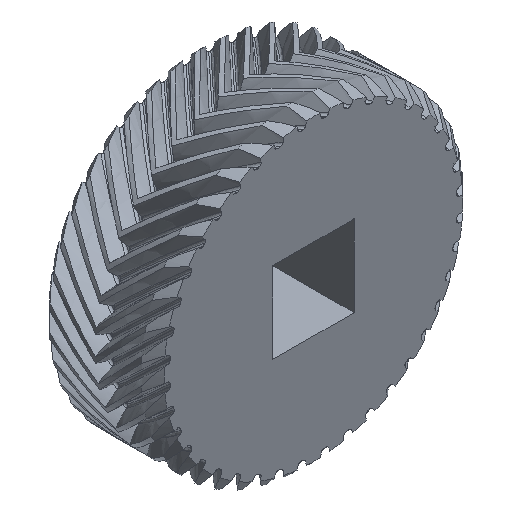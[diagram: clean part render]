
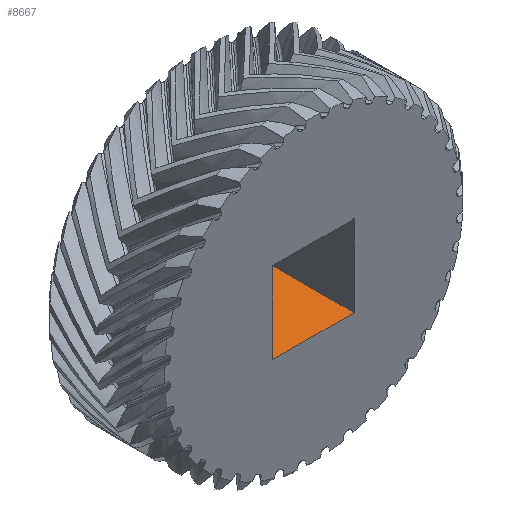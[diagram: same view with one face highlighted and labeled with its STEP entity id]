
A CAD part, isometric view. The second image highlights one B-rep face of the part: STEP entity #8667.
In plain terms, the highlighted planar face has unit normal (0, 0, 1).
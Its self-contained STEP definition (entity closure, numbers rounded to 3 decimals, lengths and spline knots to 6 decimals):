
#334=LINE('',#12976,#346);
#339=LINE('',#15510,#351);
#342=LINE('',#41456,#354);
#343=LINE('',#41458,#355);
#346=VECTOR('',#9965,1.);
#351=VECTOR('',#10214,1.);
#354=VECTOR('',#10867,1.);
#355=VECTOR('',#10870,1.);
#361=PLANE('',#9406);
#4182=ORIENTED_EDGE('',*,*,#5597,.T.);
#4183=ORIENTED_EDGE('',*,*,#4868,.T.);
#4184=ORIENTED_EDGE('',*,*,#5596,.F.);
#4185=ORIENTED_EDGE('',*,*,#4662,.F.);
#4662=EDGE_CURVE('',#5996,#5997,#334,.T.);
#4868=EDGE_CURVE('',#6161,#6163,#339,.T.);
#5596=EDGE_CURVE('',#5997,#6163,#342,.T.);
#5597=EDGE_CURVE('',#5996,#6161,#343,.T.);
#5996=VERTEX_POINT('',#12975);
#5997=VERTEX_POINT('',#12977);
#6161=VERTEX_POINT('',#15505);
#6163=VERTEX_POINT('',#15509);
#7493=EDGE_LOOP('',(#4182,#4183,#4184,#4185));
#8021=FACE_BOUND('',#7493,.T.);
#8667=ADVANCED_FACE('',(#8021),#361,.F.);
#9406=AXIS2_PLACEMENT_3D('',#41459,#10871,#10872);
#9965=DIRECTION('',(-1.,0.,0.));
#10214=DIRECTION('',(-1.,0.,0.));
#10867=DIRECTION('',(0.,1.,0.));
#10870=DIRECTION('',(0.,1.,0.));
#10871=DIRECTION('',(0.,0.,-1.));
#10872=DIRECTION('',(-1.,0.,0.));
#12975=CARTESIAN_POINT('',(0.005303,-0.015,-0.005303));
#12976=CARTESIAN_POINT('',(0.,-0.015,-0.005303));
#12977=CARTESIAN_POINT('',(-0.005303,-0.015,-0.005303));
#15505=CARTESIAN_POINT('',(0.005303,0.,-0.005303));
#15509=CARTESIAN_POINT('',(-0.005303,0.,-0.005303));
#15510=CARTESIAN_POINT('',(0.,0.,-0.005303));
#41456=CARTESIAN_POINT('',(-0.005303,-0.015002,-0.005303));
#41458=CARTESIAN_POINT('',(0.005303,-0.015002,-0.005303));
#41459=CARTESIAN_POINT('',(0.,-0.015002,-0.005303));
